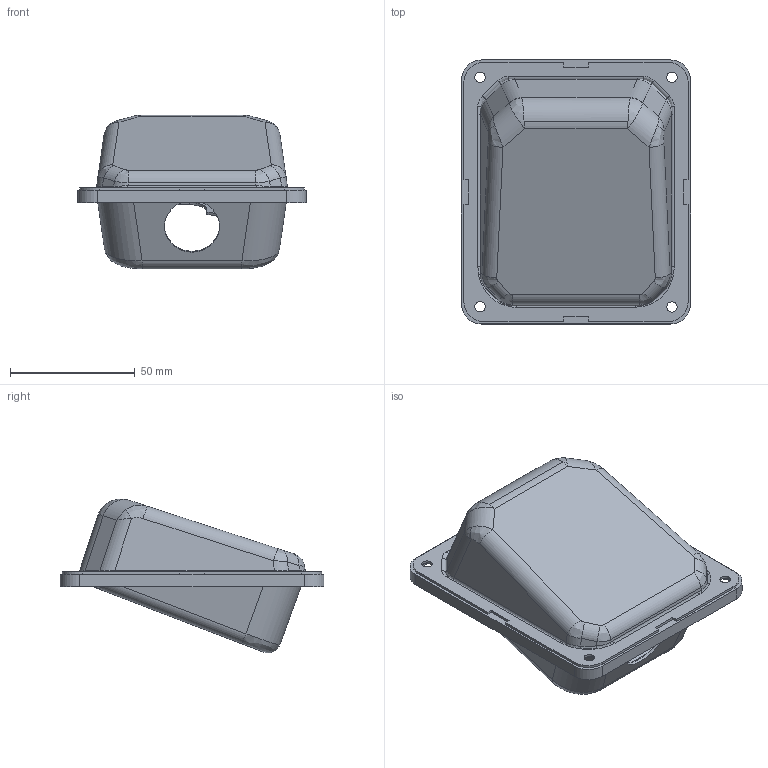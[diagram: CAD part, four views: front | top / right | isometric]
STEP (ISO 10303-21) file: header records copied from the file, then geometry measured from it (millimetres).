
FILE_DESCRIPTION (( 'STEP AP214' ), '1' );
FILE_NAME ('MTADP-JBOX-180.STEP', '2020-07-08T11:25:11', ( '' ), ( '' ), 'SwSTEP 2.0', 'SolidWorks 2017', '' );
FILE_SCHEMA (( 'AUTOMOTIVE_DESIGN' ));
Length unit declared in the file: inch
Products named in the file (1): MTADP-JBOX-180
Bounding box: 91.9 x 105.9 x 61.72 mm (x, y, z)
Volume: 25521.4 mm3; surface area: 52323.3 mm2
Topology: 2 solids, 2 shells, 281 faces, 704 edges, 420 vertices
Faces by surface type: cylinder 136, plane 77, bspline 68
Entity records: 10703 total; most frequent: CARTESIAN_POINT 4272, ORIENTED_EDGE 1384, DIRECTION 1192, EDGE_CURVE 692, AXIS2_PLACEMENT_3D 426, VERTEX_POINT 420, LINE 340, VECTOR 340
